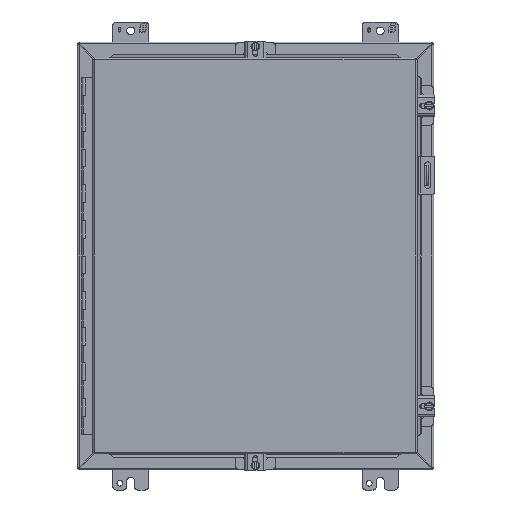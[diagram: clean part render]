
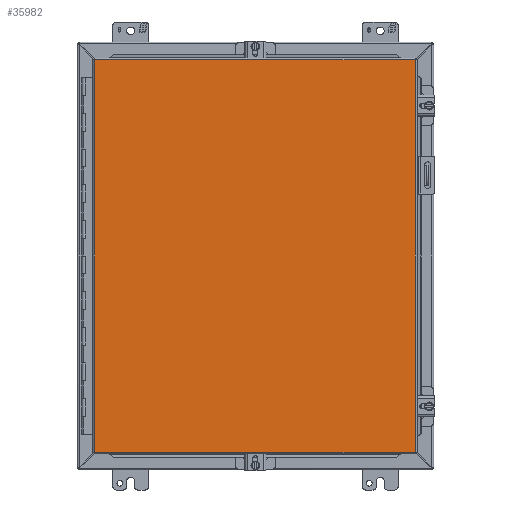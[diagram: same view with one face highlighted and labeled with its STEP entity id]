
A CAD part, front view. The second image highlights one B-rep face of the part: STEP entity #35982.
In plain terms, the highlighted planar face has unit normal (0, -1, 0).
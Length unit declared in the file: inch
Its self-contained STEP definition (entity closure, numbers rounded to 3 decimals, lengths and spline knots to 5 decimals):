
#1490 = ORIENTED_EDGE ( 'NONE', *, *, #42011, .F. ) ;
#1812 = EDGE_CURVE ( 'NONE', #13896, #23865, #19335, .T. ) ;
#3866 = DIRECTION ( 'NONE',  ( 0., -1., 0. ) ) ;
#4096 = DIRECTION ( 'NONE',  ( 0., 0., -1. ) ) ;
#7730 = ORIENTED_EDGE ( 'NONE', *, *, #12188, .F. ) ;
#8689 = LINE ( 'NONE', #12616, #41902 ) ;
#9290 = CARTESIAN_POINT ( 'NONE',  ( -9.017, -11.21, -10.9945 ) ) ;
#12188 = EDGE_CURVE ( 'NONE', #13339, #13896, #12473, .T. ) ;
#12473 = LINE ( 'NONE', #46590, #12910 ) ;
#12616 = CARTESIAN_POINT ( 'NONE',  ( 8.955, -11.21, 10.9945 ) ) ;
#12910 = VECTOR ( 'NONE', #35294, 39.37008 ) ;
#13339 = VERTEX_POINT ( 'NONE', #9290 ) ;
#13896 = VERTEX_POINT ( 'NONE', #41575 ) ;
#15121 = FACE_OUTER_BOUND ( 'NONE', #37713, .T. ) ;
#16126 = DIRECTION ( 'NONE',  ( 1., 0., 0. ) ) ;
#18599 = PLANE ( 'NONE',  #21423 ) ;
#19335 = LINE ( 'NONE', #45842, #22110 ) ;
#20258 = CARTESIAN_POINT ( 'NONE',  ( 8.955, -11.21, 10.9945 ) ) ;
#21423 = AXIS2_PLACEMENT_3D ( 'NONE', #22730, #3866, #4096 ) ;
#22110 = VECTOR ( 'NONE', #16126, 39.37008 ) ;
#22493 = DIRECTION ( 'NONE',  ( -1., 0., 0. ) ) ;
#22730 = CARTESIAN_POINT ( 'NONE',  ( -9.017, -11.21, -10.9945 ) ) ;
#23865 = VERTEX_POINT ( 'NONE', #20258 ) ;
#26463 = ORIENTED_EDGE ( 'NONE', *, *, #1812, .F. ) ;
#29840 = EDGE_CURVE ( 'NONE', #23865, #46219, #8689, .T. ) ;
#33359 = CARTESIAN_POINT ( 'NONE',  ( 8.955, -11.21, -10.9945 ) ) ;
#35294 = DIRECTION ( 'NONE',  ( 0., 0., 1. ) ) ;
#35982 = ADVANCED_FACE ( 'NONE', ( #15121 ), #18599, .T. ) ;
#36755 = LINE ( 'NONE', #40670, #39538 ) ;
#37713 = EDGE_LOOP ( 'NONE', ( #46406, #26463, #7730, #1490 ) ) ;
#39538 = VECTOR ( 'NONE', #22493, 39.37008 ) ;
#40670 = CARTESIAN_POINT ( 'NONE',  ( 8.955, -11.21, -10.9945 ) ) ;
#41575 = CARTESIAN_POINT ( 'NONE',  ( -9.017, -11.21, 10.9945 ) ) ;
#41902 = VECTOR ( 'NONE', #46495, 39.37008 ) ;
#42011 = EDGE_CURVE ( 'NONE', #46219, #13339, #36755, .T. ) ;
#45842 = CARTESIAN_POINT ( 'NONE',  ( -9.017, -11.21, 10.9945 ) ) ;
#46219 = VERTEX_POINT ( 'NONE', #33359 ) ;
#46406 = ORIENTED_EDGE ( 'NONE', *, *, #29840, .F. ) ;
#46495 = DIRECTION ( 'NONE',  ( 0., 0., -1. ) ) ;
#46590 = CARTESIAN_POINT ( 'NONE',  ( -9.017, -11.21, -10.9945 ) ) ;
